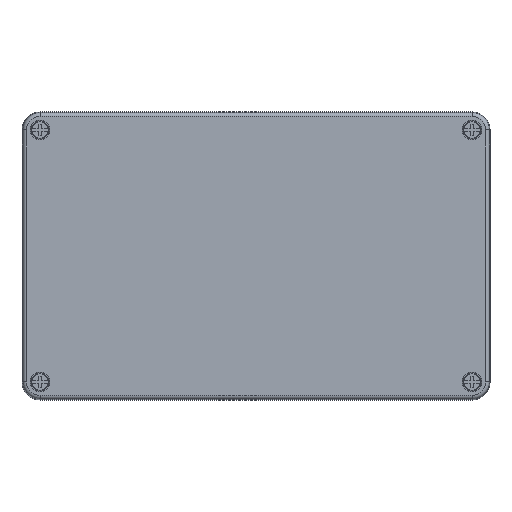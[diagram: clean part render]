
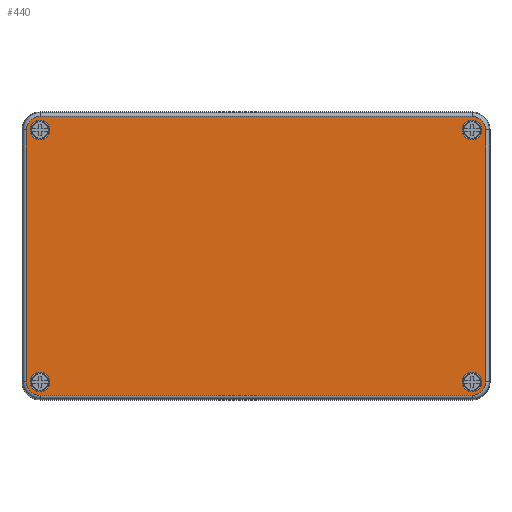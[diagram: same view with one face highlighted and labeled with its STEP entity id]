
A CAD part, top view. The second image highlights one B-rep face of the part: STEP entity #440.
In plain terms, the highlighted face is planar.
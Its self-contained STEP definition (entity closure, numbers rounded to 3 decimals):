
#440 = ADVANCED_FACE( '', ( #1092, #1093, #1094, #1095, #1096 ), #1097, .F. );
#1092 = FACE_BOUND( '', #2397, .T. );
#1093 = FACE_BOUND( '', #2398, .T. );
#1094 = FACE_OUTER_BOUND( '', #2399, .T. );
#1095 = FACE_BOUND( '', #2400, .T. );
#1096 = FACE_BOUND( '', #2401, .T. );
#1097 = PLANE( '', #2402 );
#2397 = EDGE_LOOP( '', ( #4395 ) );
#2398 = EDGE_LOOP( '', ( #4396 ) );
#2399 = EDGE_LOOP( '', ( #4397, #4398, #4399, #4400, #4401, #4402, #4403, #4404 ) );
#2400 = EDGE_LOOP( '', ( #4405 ) );
#2401 = EDGE_LOOP( '', ( #4406 ) );
#2402 = AXIS2_PLACEMENT_3D( '', #4407, #4408, #4409 );
#4395 = ORIENTED_EDGE( '', *, *, #6069, .F. );
#4396 = ORIENTED_EDGE( '', *, *, #6070, .F. );
#4397 = ORIENTED_EDGE( '', *, *, #6071, .F. );
#4398 = ORIENTED_EDGE( '', *, *, #6072, .F. );
#4399 = ORIENTED_EDGE( '', *, *, #6073, .T. );
#4400 = ORIENTED_EDGE( '', *, *, #6074, .F. );
#4401 = ORIENTED_EDGE( '', *, *, #6075, .T. );
#4402 = ORIENTED_EDGE( '', *, *, #6076, .F. );
#4403 = ORIENTED_EDGE( '', *, *, #6077, .F. );
#4404 = ORIENTED_EDGE( '', *, *, #6078, .T. );
#4405 = ORIENTED_EDGE( '', *, *, #6079, .F. );
#4406 = ORIENTED_EDGE( '', *, *, #6080, .F. );
#4407 = CARTESIAN_POINT( '', ( 0., 0., 0. ) );
#4408 = DIRECTION( '', ( 0., 0., 1. ) );
#4409 = DIRECTION( '', ( 1., 0., 0. ) );
#6069 = EDGE_CURVE( '', #7241, #7241, #7242, .T. );
#6070 = EDGE_CURVE( '', #7243, #7243, #7244, .T. );
#6071 = EDGE_CURVE( '', #7245, #7246, #7247, .T. );
#6072 = EDGE_CURVE( '', #7248, #7245, #7249, .T. );
#6073 = EDGE_CURVE( '', #7248, #7250, #7251, .T. );
#6074 = EDGE_CURVE( '', #7252, #7250, #7253, .T. );
#6075 = EDGE_CURVE( '', #7252, #7254, #7255, .T. );
#6076 = EDGE_CURVE( '', #7256, #7254, #7257, .F. );
#6077 = EDGE_CURVE( '', #7258, #7256, #7259, .T. );
#6078 = EDGE_CURVE( '', #7258, #7246, #7260, .T. );
#6079 = EDGE_CURVE( '', #7261, #7261, #7262, .T. );
#6080 = EDGE_CURVE( '', #7263, #7263, #7264, .T. );
#7241 = VERTEX_POINT( '', #9163 );
#7242 = CIRCLE( '', #9164, 5.5 );
#7243 = VERTEX_POINT( '', #9165 );
#7244 = CIRCLE( '', #9166, 5.5 );
#7245 = VERTEX_POINT( '', #9167 );
#7246 = VERTEX_POINT( '', #9168 );
#7247 = CIRCLE( '', #9169, 7.528 );
#7248 = VERTEX_POINT( '', #9170 );
#7249 = LINE( '', #9171, #9172 );
#7250 = VERTEX_POINT( '', #9173 );
#7251 = CIRCLE( '', #9174, 7.528 );
#7252 = VERTEX_POINT( '', #9175 );
#7253 = LINE( '', #9176, #9177 );
#7254 = VERTEX_POINT( '', #9178 );
#7255 = CIRCLE( '', #9179, 7.528 );
#7256 = VERTEX_POINT( '', #9180 );
#7257 = LINE( '', #9181, #9182 );
#7258 = VERTEX_POINT( '', #9183 );
#7259 = CIRCLE( '', #9184, 7.528 );
#7260 = LINE( '', #9185, #9186 );
#7261 = VERTEX_POINT( '', #9187 );
#7262 = CIRCLE( '', #9188, 5.5 );
#7263 = VERTEX_POINT( '', #9189 );
#7264 = CIRCLE( '', #9190, 5.5 );
#9163 = CARTESIAN_POINT( '', ( 114.5, -70., 0. ) );
#9164 = AXIS2_PLACEMENT_3D( '', #10813, #10814, #10815 );
#9165 = CARTESIAN_POINT( '', ( -125.5, 70., 0. ) );
#9166 = AXIS2_PLACEMENT_3D( '', #10816, #10817, #10818 );
#9167 = CARTESIAN_POINT( '', ( -127.528, -70., 0. ) );
#9168 = CARTESIAN_POINT( '', ( -120., -77.528, 0. ) );
#9169 = AXIS2_PLACEMENT_3D( '', #10819, #10820, #10821 );
#9170 = CARTESIAN_POINT( '', ( -127.528, 70., 0. ) );
#9171 = CARTESIAN_POINT( '', ( -127.528, 0., 0. ) );
#9172 = VECTOR( '', #10822, 1000. );
#9173 = CARTESIAN_POINT( '', ( -120., 77.528, 0. ) );
#9174 = AXIS2_PLACEMENT_3D( '', #10823, #10824, #10825 );
#9175 = CARTESIAN_POINT( '', ( 120., 77.528, 0. ) );
#9176 = CARTESIAN_POINT( '', ( 260., 77.528, 0. ) );
#9177 = VECTOR( '', #10826, 1000. );
#9178 = CARTESIAN_POINT( '', ( 127.528, 70., 0. ) );
#9179 = AXIS2_PLACEMENT_3D( '', #10827, #10828, #10829 );
#9180 = CARTESIAN_POINT( '', ( 127.528, -70., 0. ) );
#9181 = CARTESIAN_POINT( '', ( 127.528, 160., 0. ) );
#9182 = VECTOR( '', #10830, 1000. );
#9183 = CARTESIAN_POINT( '', ( 120., -77.528, 0. ) );
#9184 = AXIS2_PLACEMENT_3D( '', #10831, #10832, #10833 );
#9185 = CARTESIAN_POINT( '', ( 260., -77.528, 0. ) );
#9186 = VECTOR( '', #10834, 1000. );
#9187 = CARTESIAN_POINT( '', ( -125.5, -70., 0. ) );
#9188 = AXIS2_PLACEMENT_3D( '', #10835, #10836, #10837 );
#9189 = CARTESIAN_POINT( '', ( 114.5, 70., 0. ) );
#9190 = AXIS2_PLACEMENT_3D( '', #10838, #10839, #10840 );
#10813 = CARTESIAN_POINT( '', ( 120., -70., 0. ) );
#10814 = DIRECTION( '', ( 0., 0., -1. ) );
#10815 = DIRECTION( '', ( -1., 0., 0. ) );
#10816 = CARTESIAN_POINT( '', ( -120., 70., 0. ) );
#10817 = DIRECTION( '', ( 0., 0., -1. ) );
#10818 = DIRECTION( '', ( -1., 0., 0. ) );
#10819 = CARTESIAN_POINT( '', ( -120., -70., 0. ) );
#10820 = DIRECTION( '', ( 0., 0., 1. ) );
#10821 = DIRECTION( '', ( 1., 0., 0. ) );
#10822 = DIRECTION( '', ( 0., -1., 0. ) );
#10823 = CARTESIAN_POINT( '', ( -120., 70., 0. ) );
#10824 = DIRECTION( '', ( 0., 0., -1. ) );
#10825 = DIRECTION( '', ( -1., 0., 0. ) );
#10826 = DIRECTION( '', ( -1., 0., 0. ) );
#10827 = CARTESIAN_POINT( '', ( 120., 70., 0. ) );
#10828 = DIRECTION( '', ( 0., 0., -1. ) );
#10829 = DIRECTION( '', ( -1., 0., 0. ) );
#10830 = DIRECTION( '', ( 0., -1., 0. ) );
#10831 = CARTESIAN_POINT( '', ( 120., -70., 0. ) );
#10832 = DIRECTION( '', ( 0., 0., 1. ) );
#10833 = DIRECTION( '', ( 1., 0., 0. ) );
#10834 = DIRECTION( '', ( -1., 0., 0. ) );
#10835 = CARTESIAN_POINT( '', ( -120., -70., 0. ) );
#10836 = DIRECTION( '', ( 0., 0., -1. ) );
#10837 = DIRECTION( '', ( -1., 0., 0. ) );
#10838 = CARTESIAN_POINT( '', ( 120., 70., 0. ) );
#10839 = DIRECTION( '', ( 0., 0., -1. ) );
#10840 = DIRECTION( '', ( -1., 0., 0. ) );
